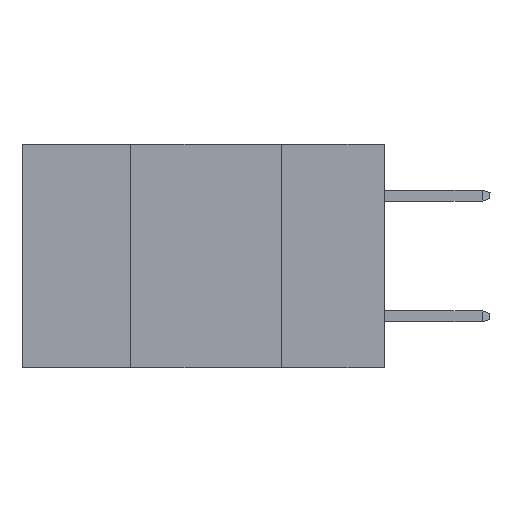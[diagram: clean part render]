
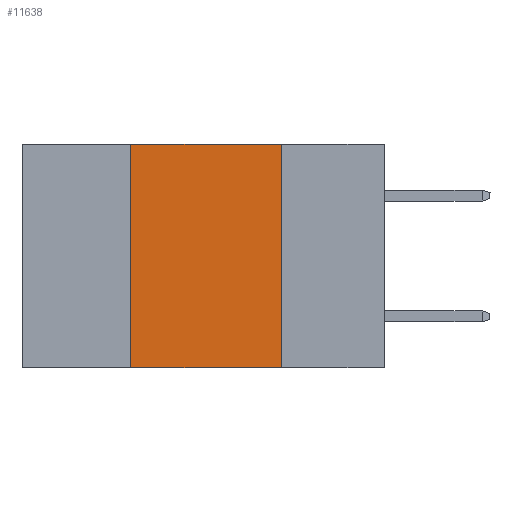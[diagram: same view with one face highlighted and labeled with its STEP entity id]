
A CAD part, left-side view. The second image highlights one B-rep face of the part: STEP entity #11638.
In plain terms, the highlighted planar face has unit normal (-1, 0, 0).
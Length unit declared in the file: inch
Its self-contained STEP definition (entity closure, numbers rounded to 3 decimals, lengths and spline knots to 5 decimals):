
#943 = CARTESIAN_POINT ( 'NONE',  ( 0., 0.17, 0. ) ) ;
#946 = VERTEX_POINT ( 'NONE', #16622 ) ;
#1098 = EDGE_CURVE ( 'NONE', #9583, #946, #2074, .T. ) ;
#1395 = LINE ( 'NONE', #943, #1826 ) ;
#1511 = AXIS2_PLACEMENT_3D ( 'NONE', #6578, #15832, #17155 ) ;
#1826 = VECTOR ( 'NONE', #6292, 39.37008 ) ;
#2074 = LINE ( 'NONE', #7669, #11180 ) ;
#2266 = EDGE_CURVE ( 'NONE', #4606, #10848, #1395, .T. ) ;
#3539 = CARTESIAN_POINT ( 'NONE',  ( 0., 0.17, -0.37 ) ) ;
#4274 = CARTESIAN_POINT ( 'NONE',  ( 0., 0.6, 0. ) ) ;
#4606 = VERTEX_POINT ( 'NONE', #14296 ) ;
#4965 = EDGE_CURVE ( 'NONE', #9583, #10848, #8786, .T. ) ;
#6292 = DIRECTION ( 'NONE',  ( 0., 0., -1. ) ) ;
#6404 = FACE_OUTER_BOUND ( 'NONE', #8812, .T. ) ;
#6578 = CARTESIAN_POINT ( 'NONE',  ( 0., 0.6, 0. ) ) ;
#6982 = ORIENTED_EDGE ( 'NONE', *, *, #4965, .T. ) ;
#7669 = CARTESIAN_POINT ( 'NONE',  ( 0., 0.42, 0. ) ) ;
#8112 = DIRECTION ( 'NONE',  ( 0., -1., 0. ) ) ;
#8602 = VECTOR ( 'NONE', #14596, 39.37008 ) ;
#8716 = LINE ( 'NONE', #4274, #11794 ) ;
#8786 = LINE ( 'NONE', #17129, #8602 ) ;
#8812 = EDGE_LOOP ( 'NONE', ( #12362, #10395, #11384, #6982 ) ) ;
#9583 = VERTEX_POINT ( 'NONE', #10518 ) ;
#10395 = ORIENTED_EDGE ( 'NONE', *, *, #13250, .F. ) ;
#10518 = CARTESIAN_POINT ( 'NONE',  ( 0., 0.42, -0.37 ) ) ;
#10848 = VERTEX_POINT ( 'NONE', #3539 ) ;
#11180 = VECTOR ( 'NONE', #15814, 39.37008 ) ;
#11384 = ORIENTED_EDGE ( 'NONE', *, *, #1098, .F. ) ;
#11638 = ADVANCED_FACE ( 'NONE', ( #6404 ), #14509, .F. ) ;
#11794 = VECTOR ( 'NONE', #8112, 39.37008 ) ;
#12362 = ORIENTED_EDGE ( 'NONE', *, *, #2266, .F. ) ;
#13250 = EDGE_CURVE ( 'NONE', #946, #4606, #8716, .T. ) ;
#14296 = CARTESIAN_POINT ( 'NONE',  ( 0., 0.17, 0. ) ) ;
#14509 = PLANE ( 'NONE',  #1511 ) ;
#14596 = DIRECTION ( 'NONE',  ( 0., -1., 0. ) ) ;
#15814 = DIRECTION ( 'NONE',  ( 0., 0., 1. ) ) ;
#15832 = DIRECTION ( 'NONE',  ( 1., 0., 0. ) ) ;
#16622 = CARTESIAN_POINT ( 'NONE',  ( 0., 0.42, 0. ) ) ;
#17129 = CARTESIAN_POINT ( 'NONE',  ( 0., 0.6, -0.37 ) ) ;
#17155 = DIRECTION ( 'NONE',  ( 0., 0., -1. ) ) ;
